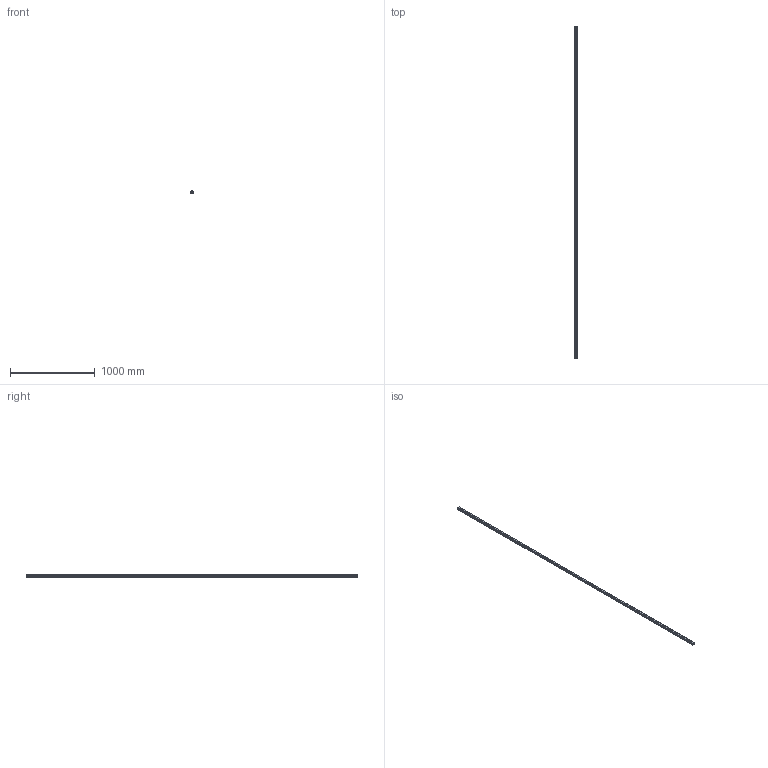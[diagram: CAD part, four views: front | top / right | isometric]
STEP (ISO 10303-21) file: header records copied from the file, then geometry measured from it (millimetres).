
FILE_DESCRIPTION(('STEP AP214'),'1');
FILE_NAME('cctmp_2A1A18C8-E479-4DFA-B888-98DA97325F7D_2021_01_26_15_02_31_0675..stp','2021-01-26T14:02:31',('HIWIN GmbH'),('CADClick - www.CADClick.com'),'Spatial InterOp 3D',' ','unknown authorization');
FILE_SCHEMA(('AUTOMOTIVE_DESIGN'));
Length unit declared in the file: millimetre
Products named in the file (1): HGR30T3910C_FILE
Bounding box: 28 x 3910 x 26 mm (x, y, z)
Volume: 2371864.8 mm3; surface area: 449459.8 mm2
Topology: 1 solids, 1 shells, 311 faces, 817 edges, 463 vertices
Faces by surface type: cylinder 120, cone 98, plane 93
Entity records: 11313 total; most frequent: DIRECTION 1583, CARTESIAN_POINT 1494, ORIENTED_EDGE 1438, EDGE_CURVE 719, AXIS2_PLACEMENT_3D 552, LINE 479, VECTOR 479, VERTEX_POINT 463
